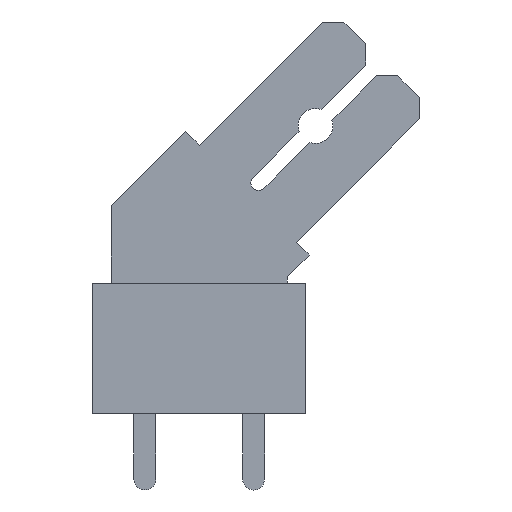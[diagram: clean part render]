
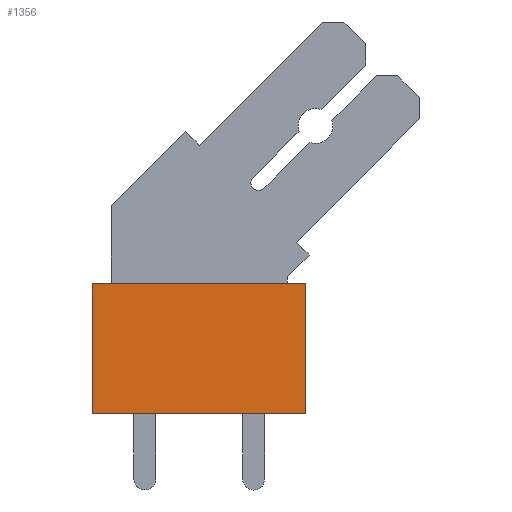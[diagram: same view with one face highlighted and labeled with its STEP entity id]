
A CAD part, left-side view. The second image highlights one B-rep face of the part: STEP entity #1356.
In plain terms, the highlighted planar face has unit normal (-1, 0, 0).
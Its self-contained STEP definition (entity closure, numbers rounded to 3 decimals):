
#1329=AXIS2_PLACEMENT_3D('Plane Axis2P3D',#1326,#1327,#1328) ;
#49=CARTESIAN_POINT('Vertex',(0.,5.212,3.5)) ;
#52=CARTESIAN_POINT('Line Origine',(0.,10.112,3.5)) ;
#56=CARTESIAN_POINT('Vertex',(0.,15.012,3.5)) ;
#1326=CARTESIAN_POINT('Axis2P3D Location',(0.,0.,0.)) ;
#1331=CARTESIAN_POINT('Line Origine',(0.,10.112,9.5)) ;
#1335=CARTESIAN_POINT('Vertex',(0.,5.212,9.5)) ;
#1337=CARTESIAN_POINT('Vertex',(0.,15.012,9.5)) ;
#1340=CARTESIAN_POINT('Line Origine',(0.,15.012,6.5)) ;
#1345=CARTESIAN_POINT('Line Origine',(0.,5.212,6.5)) ;
#53=DIRECTION('Vector Direction',(0.,1.,0.)) ;
#1327=DIRECTION('Axis2P3D Direction',(-1.,0.,0.)) ;
#1328=DIRECTION('Axis2P3D XDirection',(0.,0.,1.)) ;
#1332=DIRECTION('Vector Direction',(0.,-1.,0.)) ;
#1341=DIRECTION('Vector Direction',(0.,0.,1.)) ;
#1346=DIRECTION('Vector Direction',(0.,0.,-1.)) ;
#54=VECTOR('Line Direction',#53,1.) ;
#1333=VECTOR('Line Direction',#1332,1.) ;
#1342=VECTOR('Line Direction',#1341,1.) ;
#1347=VECTOR('Line Direction',#1346,1.) ;
#1351=ORIENTED_EDGE('',*,*,#1339,.T.) ;
#1352=ORIENTED_EDGE('',*,*,#1344,.T.) ;
#1353=ORIENTED_EDGE('',*,*,#58,.T.) ;
#1354=ORIENTED_EDGE('',*,*,#1349,.T.) ;
#1356=ADVANCED_FACE('_PCF 5.00/18/135 3.5 OR 9511950000',(#1355),#1330,.T.) ;
#58=EDGE_CURVE('',#57,#50,#55,.F.) ;
#1339=EDGE_CURVE('',#1336,#1338,#1334,.F.) ;
#1344=EDGE_CURVE('',#1338,#57,#1343,.F.) ;
#1349=EDGE_CURVE('',#50,#1336,#1348,.F.) ;
#1350=EDGE_LOOP('',(#1351,#1352,#1353,#1354)) ;
#1355=FACE_OUTER_BOUND('',#1350,.T.) ;
#55=LINE('Line',#52,#54) ;
#1334=LINE('Line',#1331,#1333) ;
#1343=LINE('Line',#1340,#1342) ;
#1348=LINE('Line',#1345,#1347) ;
#1330=PLANE('',#1329) ;
#50=VERTEX_POINT('',#49) ;
#57=VERTEX_POINT('',#56) ;
#1336=VERTEX_POINT('',#1335) ;
#1338=VERTEX_POINT('',#1337) ;
